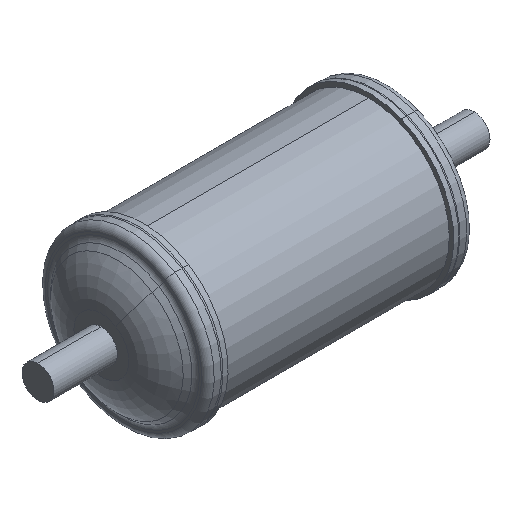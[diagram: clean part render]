
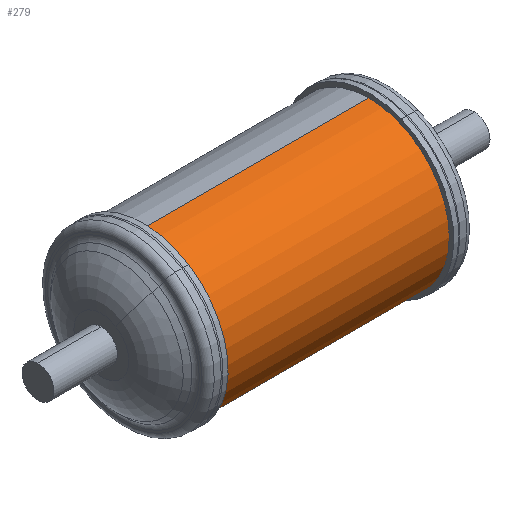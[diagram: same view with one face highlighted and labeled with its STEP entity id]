
A CAD part, isometric view. The second image highlights one B-rep face of the part: STEP entity #279.
In plain terms, the highlighted cylindrical face has radius 31.75 mm (diameter 63.5 mm), a partial arc.
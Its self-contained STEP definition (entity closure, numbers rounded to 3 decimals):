
#84 = DIRECTION ( 'NONE',  ( 1., 0., 0. ) ) ;
#147 = EDGE_CURVE ( 'NONE', #859, #1485, #488, .T. ) ;
#206 = CIRCLE ( 'NONE', #1034, 31.75 ) ;
#248 = VERTEX_POINT ( 'NONE', #253 ) ;
#253 = CARTESIAN_POINT ( 'NONE',  ( 95.2, 0., 31.75 ) ) ;
#279 = ADVANCED_FACE ( 'NONE', ( #544 ), #1023, .T. ) ;
#317 = CARTESIAN_POINT ( 'NONE',  ( 100., 0., 0. ) ) ;
#334 = CARTESIAN_POINT ( 'NONE',  ( 95.2, 0., 0. ) ) ;
#372 = VECTOR ( 'NONE', #1447, 1000. ) ;
#430 = AXIS2_PLACEMENT_3D ( 'NONE', #317, #1018, #444 ) ;
#444 = DIRECTION ( 'NONE',  ( 0., 0., 1. ) ) ;
#477 = ORIENTED_EDGE ( 'NONE', *, *, #147, .F. ) ;
#488 = LINE ( 'NONE', #696, #760 ) ;
#544 = FACE_OUTER_BOUND ( 'NONE', #1470, .T. ) ;
#696 = CARTESIAN_POINT ( 'NONE',  ( 100., 0., -31.75 ) ) ;
#760 = VECTOR ( 'NONE', #1276, 1000. ) ;
#859 = VERTEX_POINT ( 'NONE', #1444 ) ;
#870 = VERTEX_POINT ( 'NONE', #1014 ) ;
#906 = EDGE_CURVE ( 'NONE', #870, #1485, #1333, .T. ) ;
#915 = DIRECTION ( 'NONE',  ( 0., 0., 1. ) ) ;
#929 = ORIENTED_EDGE ( 'NONE', *, *, #1125, .T. ) ;
#1014 = CARTESIAN_POINT ( 'NONE',  ( 6.2, 0., 31.75 ) ) ;
#1018 = DIRECTION ( 'NONE',  ( -1., 0., 0. ) ) ;
#1023 = CYLINDRICAL_SURFACE ( 'NONE', #430, 31.75 ) ;
#1028 = DIRECTION ( 'NONE',  ( -1., 0., 0. ) ) ;
#1034 = AXIS2_PLACEMENT_3D ( 'NONE', #334, #1028, #915 ) ;
#1092 = CARTESIAN_POINT ( 'NONE',  ( 100., 0., 31.75 ) ) ;
#1096 = EDGE_CURVE ( 'NONE', #859, #248, #206, .T. ) ;
#1116 = ORIENTED_EDGE ( 'NONE', *, *, #1096, .T. ) ;
#1125 = EDGE_CURVE ( 'NONE', #248, #870, #1436, .T. ) ;
#1276 = DIRECTION ( 'NONE',  ( -1., 0., 0. ) ) ;
#1295 = ORIENTED_EDGE ( 'NONE', *, *, #906, .T. ) ;
#1301 = CARTESIAN_POINT ( 'NONE',  ( 6.2, 0., -31.75 ) ) ;
#1328 = DIRECTION ( 'NONE',  ( 0., 0., -1. ) ) ;
#1333 = CIRCLE ( 'NONE', #1412, 31.75 ) ;
#1351 = CARTESIAN_POINT ( 'NONE',  ( 6.2, 0., 0. ) ) ;
#1412 = AXIS2_PLACEMENT_3D ( 'NONE', #1351, #84, #1328 ) ;
#1436 = LINE ( 'NONE', #1092, #372 ) ;
#1444 = CARTESIAN_POINT ( 'NONE',  ( 95.2, 0., -31.75 ) ) ;
#1447 = DIRECTION ( 'NONE',  ( -1., 0., 0. ) ) ;
#1470 = EDGE_LOOP ( 'NONE', ( #477, #1116, #929, #1295 ) ) ;
#1485 = VERTEX_POINT ( 'NONE', #1301 ) ;
